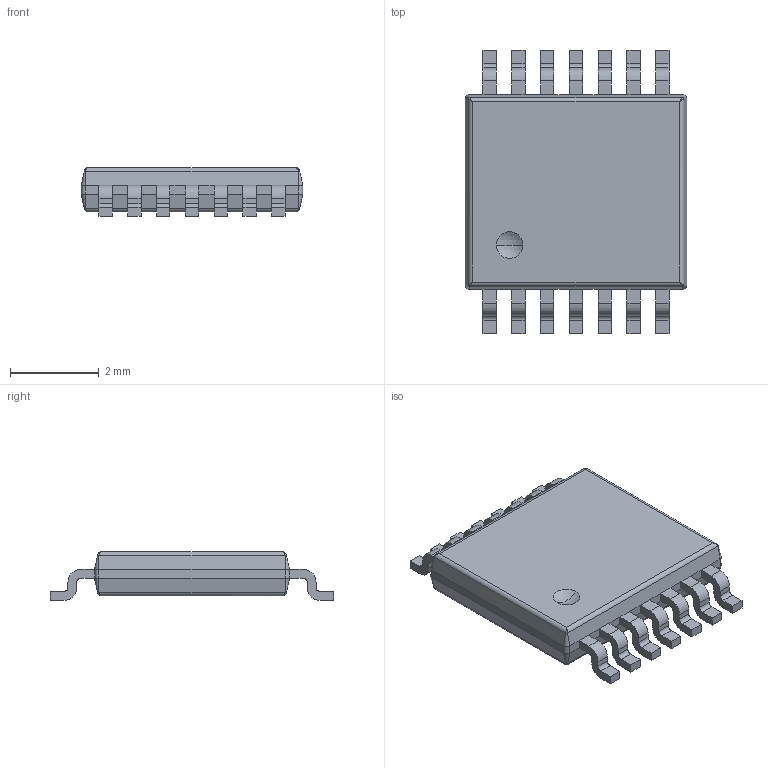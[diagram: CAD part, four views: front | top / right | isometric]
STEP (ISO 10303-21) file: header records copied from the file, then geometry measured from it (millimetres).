
FILE_DESCRIPTION(('FreeCAD Model'),'2;1');
FILE_NAME('Fusion.step','2017-03-07T17:23:22',( 'kicad StepUp'),('ksu MCAD'),'Open CASCADE STEP processor 6.8', 'FreeCAD','Unknown');
FILE_SCHEMA(('AUTOMOTIVE_DESIGN_CC2 { 1 2 10303 214 -1 1 5 4 }'));
Length unit declared in the file: millimetre
Products named in the file (2): ASSEMBLY; Fusion
Assembly tree (1 placements, depth 2):
  ASSEMBLY
    Fusion
Bounding box: 5 x 6.4 x 1.1 mm (x, y, z)
Volume: 22.4 mm3; surface area: 77.4 mm2
Topology: 1 solids, 1 shells, 242 faces, 628 edges, 381 vertices
Faces by surface type: plane 154, cylinder 70, cone 8, bspline 8, sphere 2
Entity records: 9596 total; most frequent: CARTESIAN_POINT 2013, ORIENTED_EDGE 1240, DIRECTION 1194, EDGE_CURVE 620, LINE 470, VECTOR 470, VERTEX_POINT 381, AXIS2_PLACEMENT_3D 362
